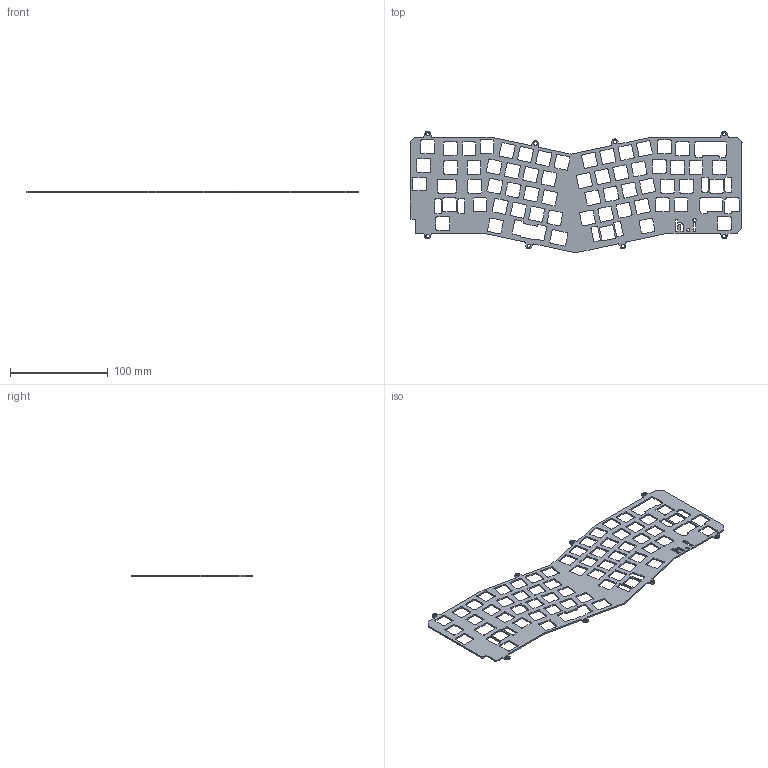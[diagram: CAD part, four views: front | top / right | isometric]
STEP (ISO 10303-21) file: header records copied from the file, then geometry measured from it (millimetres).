
FILE_DESCRIPTION(/* description */ (''),/* implementation_level */ '2;1');
FILE_NAME(/* name */ 'Plate With Logo.step',/* time_stamp */ '2021-03-28T17:49:44-06:00',/* author */ (''),/* organization */ (''),/* preprocessor_version */ 'ST-DEVELOPER v18.1',/* originating_system */ 'Autodesk Translation Framework v9.10.0.1330',/* authorisation */ '');
FILE_SCHEMA (('AUTOMOTIVE_DESIGN { 1 0 10303 214 3 1 1 }'));
Length unit declared in the file: millimetre
Products named in the file (1): Plate With Logo
Bounding box: 338.8 x 123.92 x 1.5 mm (x, y, z)
Volume: 29232.1 mm3; surface area: 46506.7 mm2
Topology: 1 solids, 1 shells, 730 faces, 2184 edges, 1456 vertices
Faces by surface type: plane 368, bspline 362
Entity records: 27104 total; most frequent: CARTESIAN_POINT 9589, ORIENTED_EDGE 4368, DIRECTION 2198, EDGE_CURVE 2184, LINE 1460, VECTOR 1460, VERTEX_POINT 1456, EDGE_LOOP 896
